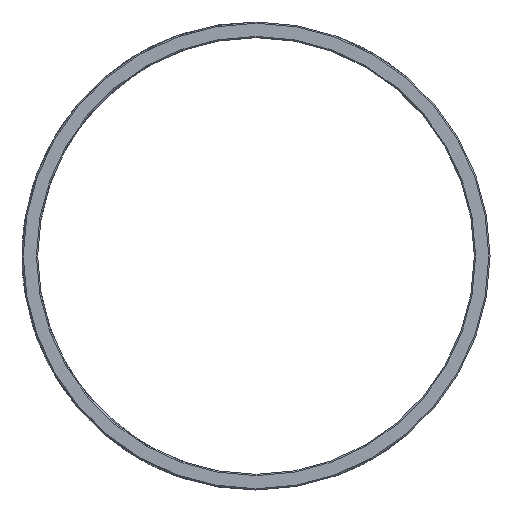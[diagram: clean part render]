
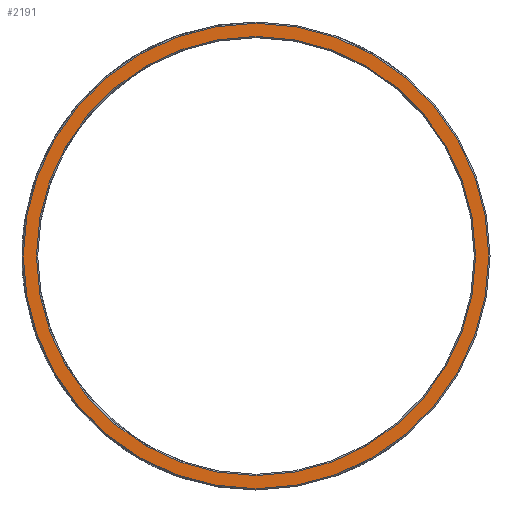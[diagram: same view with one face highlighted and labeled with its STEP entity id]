
A CAD part, left-side view. The second image highlights one B-rep face of the part: STEP entity #2191.
In plain terms, the highlighted planar face has unit normal (-1, 0, 0).
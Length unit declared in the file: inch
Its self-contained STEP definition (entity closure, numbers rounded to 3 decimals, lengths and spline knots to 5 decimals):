
#97 = DIRECTION ( 'NONE',  ( 0., 0., -1. ) ) ;
#144 = EDGE_CURVE ( 'NONE', #1510, #2171, #626, .T. ) ;
#312 = CARTESIAN_POINT ( 'NONE',  ( -0.6875, 0., 1.731 ) ) ;
#349 = CARTESIAN_POINT ( 'NONE',  ( -0.6875, 0., 0. ) ) ;
#410 = CIRCLE ( 'NONE', #533, 1.835 ) ;
#494 = DIRECTION ( 'NONE',  ( -1., 0., 0. ) ) ;
#533 = AXIS2_PLACEMENT_3D ( 'NONE', #958, #494, #2384 ) ;
#550 = FACE_OUTER_BOUND ( 'NONE', #1111, .T. ) ;
#626 = CIRCLE ( 'NONE', #2207, 1.731 ) ;
#643 = DIRECTION ( 'NONE',  ( 1., 0., 0. ) ) ;
#687 = ORIENTED_EDGE ( 'NONE', *, *, #1217, .T. ) ;
#759 = FACE_BOUND ( 'NONE', #2924, .T. ) ;
#782 = CARTESIAN_POINT ( 'NONE',  ( -0.6875, 0., -1.835 ) ) ;
#945 = CIRCLE ( 'NONE', #1883, 1.731 ) ;
#958 = CARTESIAN_POINT ( 'NONE',  ( -0.6875, 0., 0. ) ) ;
#1096 = CARTESIAN_POINT ( 'NONE',  ( -0.6875, 0., 0. ) ) ;
#1107 = DIRECTION ( 'NONE',  ( 0., 0., -1. ) ) ;
#1111 = EDGE_LOOP ( 'NONE', ( #2602, #687 ) ) ;
#1119 = CARTESIAN_POINT ( 'NONE',  ( -0.6875, 0., 0. ) ) ;
#1129 = EDGE_CURVE ( 'NONE', #2171, #1510, #945, .T. ) ;
#1189 = AXIS2_PLACEMENT_3D ( 'NONE', #1987, #2230, #2462 ) ;
#1217 = EDGE_CURVE ( 'NONE', #1692, #2203, #1903, .T. ) ;
#1510 = VERTEX_POINT ( 'NONE', #2914 ) ;
#1692 = VERTEX_POINT ( 'NONE', #2254 ) ;
#1698 = DIRECTION ( 'NONE',  ( 1., 0., 0. ) ) ;
#1753 = EDGE_CURVE ( 'NONE', #2203, #1692, #410, .T. ) ;
#1883 = AXIS2_PLACEMENT_3D ( 'NONE', #1096, #643, #2724 ) ;
#1903 = CIRCLE ( 'NONE', #2711, 1.835 ) ;
#1987 = CARTESIAN_POINT ( 'NONE',  ( -0.6875, 0., 0. ) ) ;
#2171 = VERTEX_POINT ( 'NONE', #312 ) ;
#2191 = ADVANCED_FACE ( 'NONE', ( #759, #550 ), #2643, .F. ) ;
#2203 = VERTEX_POINT ( 'NONE', #782 ) ;
#2207 = AXIS2_PLACEMENT_3D ( 'NONE', #349, #1698, #97 ) ;
#2230 = DIRECTION ( 'NONE',  ( 1., 0., 0. ) ) ;
#2254 = CARTESIAN_POINT ( 'NONE',  ( -0.6875, 0., 1.835 ) ) ;
#2384 = DIRECTION ( 'NONE',  ( 0., 0., -1. ) ) ;
#2462 = DIRECTION ( 'NONE',  ( 0., 0., -1. ) ) ;
#2500 = DIRECTION ( 'NONE',  ( -1., 0., 0. ) ) ;
#2602 = ORIENTED_EDGE ( 'NONE', *, *, #1753, .T. ) ;
#2629 = ORIENTED_EDGE ( 'NONE', *, *, #144, .T. ) ;
#2643 = PLANE ( 'NONE',  #1189 ) ;
#2711 = AXIS2_PLACEMENT_3D ( 'NONE', #1119, #2500, #1107 ) ;
#2724 = DIRECTION ( 'NONE',  ( 0., 0., -1. ) ) ;
#2914 = CARTESIAN_POINT ( 'NONE',  ( -0.6875, 0., -1.731 ) ) ;
#2924 = EDGE_LOOP ( 'NONE', ( #2995, #2629 ) ) ;
#2995 = ORIENTED_EDGE ( 'NONE', *, *, #1129, .T. ) ;
